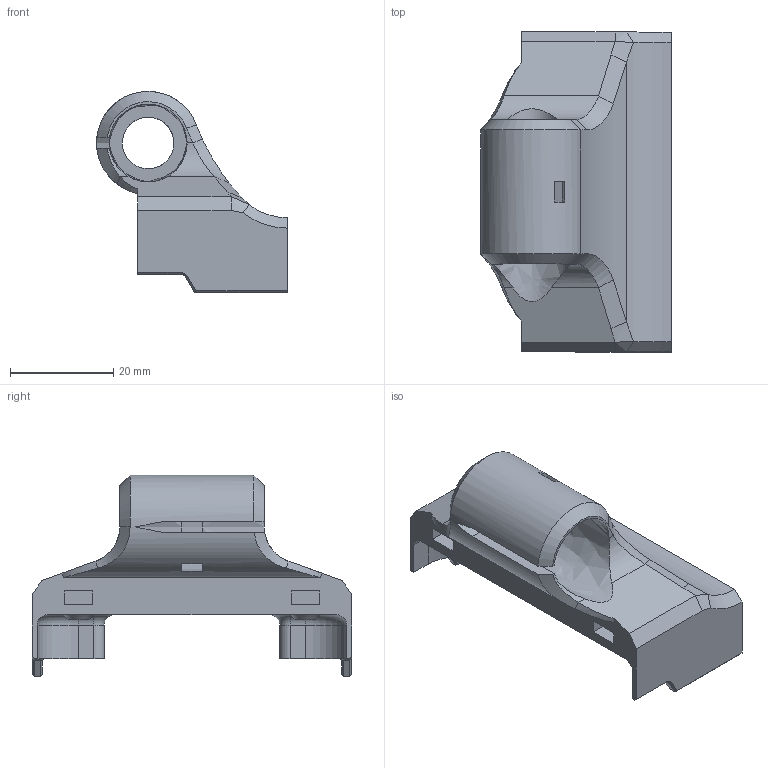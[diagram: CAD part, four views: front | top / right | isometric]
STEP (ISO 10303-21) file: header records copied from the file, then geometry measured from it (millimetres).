
FILE_DESCRIPTION(('FreeCAD Model'),'2;1');
FILE_NAME('RYcarriage.step','2016-05-19T12:22:37',('Author'),(''), 'Open CASCADE STEP processor 6.8','FreeCAD','Unknown');
FILE_SCHEMA(('AUTOMOTIVE_DESIGN_CC2 { 1 2 10303 214 -1 1 5 4 }'));
Length unit declared in the file: millimetre
Products named in the file (2): ASSEMBLY; RYCarriage
Assembly tree (1 placements, depth 2):
  ASSEMBLY
    RYCarriage
Bounding box: 37 x 62 x 39 mm (x, y, z)
Volume: 20257.7 mm3; surface area: 10280.2 mm2
Topology: 1 solids, 1 shells, 125 faces, 323 edges, 203 vertices
Faces by surface type: plane 71, cylinder 26, bspline 18, cone 6, torus 4
Full cylindrical faces by diameter (mm): 3 x4, 6 x2, 10 x1
Entity records: 16332 total; most frequent: CARTESIAN_POINT 10203, DIRECTION 1001, ORIENTED_EDGE 646, PCURVE 646, DEFINITIONAL_REPRESENTATION 646, LINE 643, VECTOR 643, EDGE_CURVE 323
